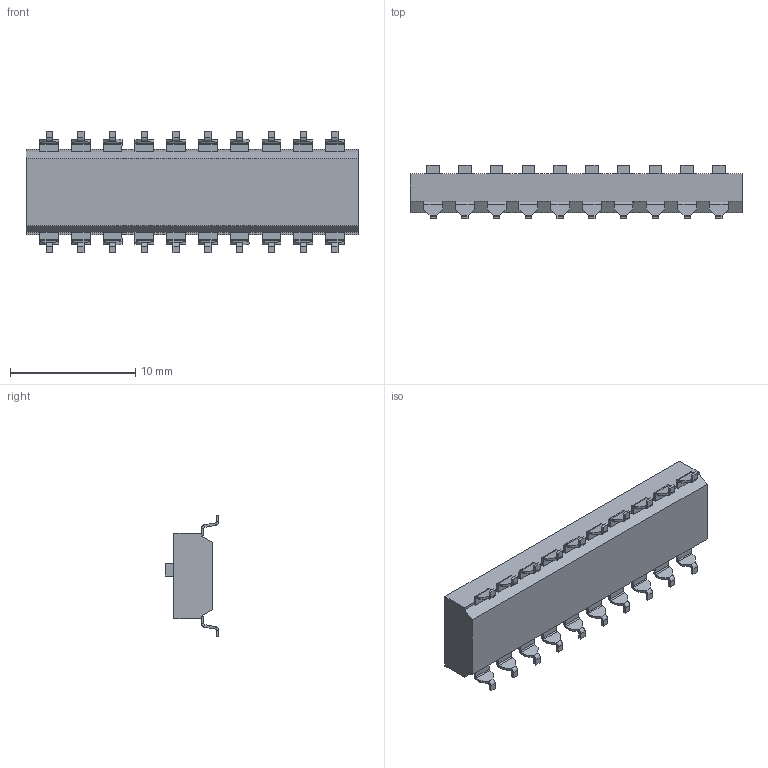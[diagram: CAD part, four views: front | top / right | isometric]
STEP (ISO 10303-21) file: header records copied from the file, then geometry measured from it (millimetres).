
FILE_DESCRIPTION (( 'STEP AP214' ), '1' );
FILE_NAME ('KLS7-KL-10.STEP', '2024-01-31T14:17:29', ( '' ), ( '' ), 'SwSTEP 2.0', 'SolidWorks 2023', '' );
FILE_SCHEMA (( 'AUTOMOTIVE_DESIGN' ));
Length unit declared in the file: millimetre
Products named in the file (1): KLS7-KL-10
Bounding box: 26.56 x 4.3 x 9.69 mm (x, y, z)
Volume: 541.8 mm3; surface area: 780.7 mm2
Topology: 21 solids, 21 shells, 680 faces, 1544 edges, 916 vertices
Faces by surface type: plane 600, cylinder 80
Entity records: 26031 total; most frequent: CARTESIAN_POINT 3141, ORIENTED_EDGE 3088, DIRECTION 3066, EDGE_CURVE 1544, LINE 1384, VECTOR 1384, VERTEX_POINT 916, AXIS2_PLACEMENT_3D 841
